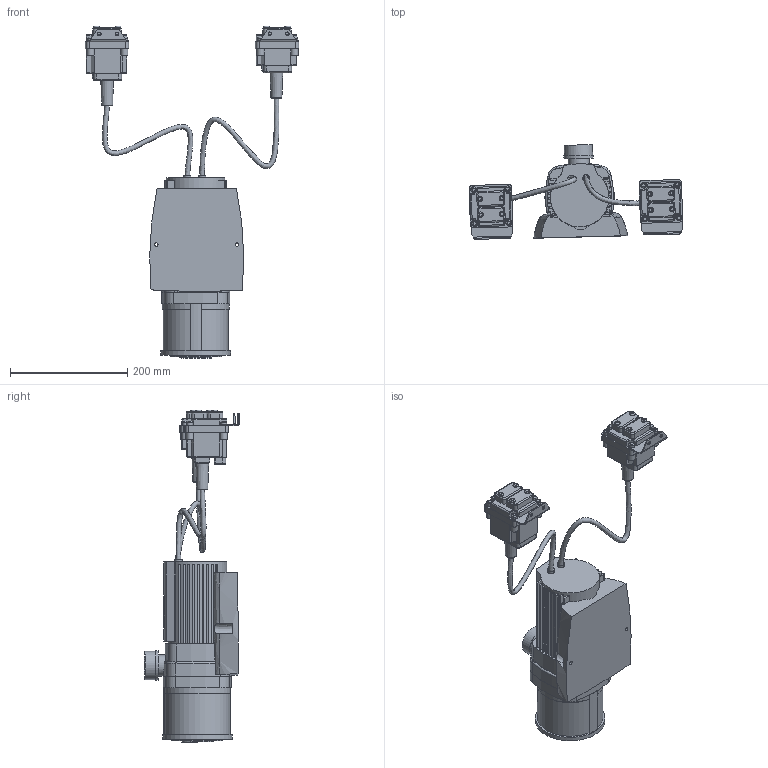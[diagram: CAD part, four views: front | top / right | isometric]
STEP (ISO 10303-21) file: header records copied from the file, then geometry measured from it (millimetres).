
FILE_DESCRIPTION(/* description */ (''),/* implementation_level */ '2;1');
FILE_NAME(/* name */ '50665 Varionaut 2 überprüft.stp',/* time_stamp */ '2014-09-08T09:50:05+02:00',/* author */ ('guzb562'),/* organization */ (''),/* preprocessor_version */ 'ST-DEVELOPER v15.2',/* originating_system */ 'Autodesk Inventor 2014',/* authorisation */ '');
FILE_SCHEMA (('AUTOMOTIVE_DESIGN { 1 0 10303 214 3 1 1 }'));
Length unit declared in the file: millimetre
Products named in the file (10): 50343 Varionaut 2 körper; 50343 Varionaut 2 Filterkorb; 50343 varionaut 2 Fuss slbergezeichnet; Box_DMX; 50343 Varionaut 2 zusammenbau selber gezeichnet.Kabelbaum1; 50343 Varionaut 2 zusammenbau selber gezeichnet.Kabelbaum2; Box_Power; 50665 Varionaut 2 zusammenbau selber gezeichnet
Bounding box: 364.58 x 162.6 x 567.15 mm (x, y, z)
Volume: 3252089.4 mm3; surface area: 425450.5 mm2
Topology: 5 solids, 7 shells, 853 faces, 2195 edges, 1399 vertices
Faces by surface type: plane 424, cylinder 267, bspline 102, torus 50, sphere 8, cone 2
Full cylindrical faces by diameter (mm): 6 x6, 9.213 x8, 9.761 x4, 9.81 x4, 12 x2, 36 x1, 40 x1, 42.249 x1, 48.3 x2, 50 x1, 54 x1, 87 x1, 100 x1, 108.199 x1, 119 x1
Entity records: 30091 total; most frequent: CARTESIAN_POINT 9252, ORIENTED_EDGE 4246, DIRECTION 4108, EDGE_CURVE 2125, AXIS2_PLACEMENT_3D 1437, VERTEX_POINT 1385, LINE 1234, VECTOR 1234
